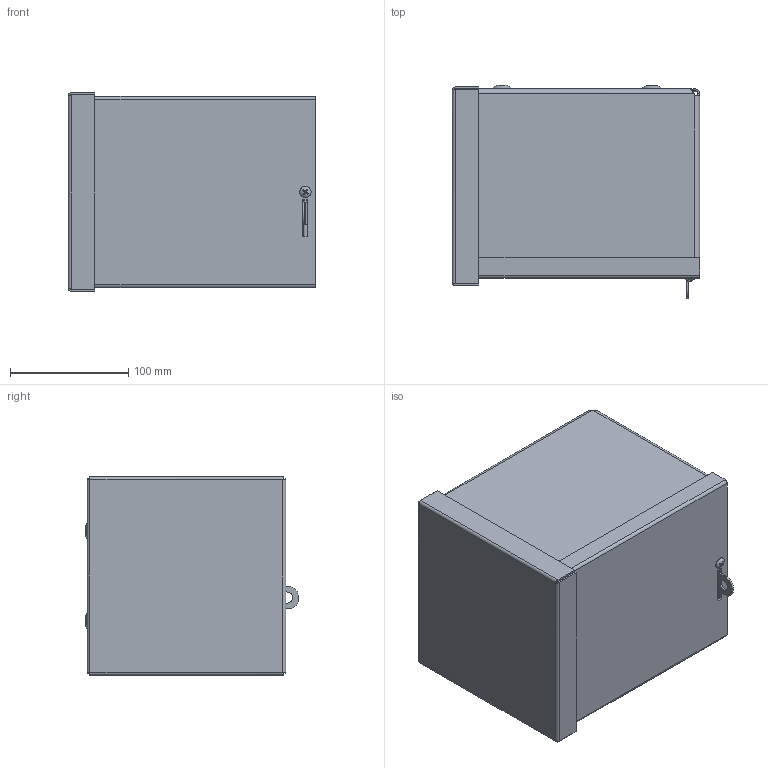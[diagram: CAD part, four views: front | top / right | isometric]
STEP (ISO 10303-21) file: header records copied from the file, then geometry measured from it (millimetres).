
FILE_DESCRIPTION(/* description */ ('RSC060806GNK, WRAP 6X8X6'),/* implementation_level */ '2;1');
FILE_NAME(/* name */ 'RSC060806GNK.iam.stp',/* time_stamp */ '2014-04-17T12:33:47-06:00',/* author */ ('kadelman'),/* organization */ (''),/* preprocessor_version */ 'ST-DEVELOPER v15.2',/* originating_system */ 'Autodesk Inventor 2014',/* authorisation */ '');
FILE_SCHEMA (('AUTOMOTIVE_DESIGN { 1 0 10303 214 3 1 1 }'));
Length unit declared in the file: inch
Products named in the file (7): RSC060806GNK_WRAP; RSC0608GNK_LID; RSC0606GNK_CAP; 3183; RSC0608GNK_BKP; 34056; RSC060806GNK
Bounding box: 209.56 x 180.96 x 168.28 mm (x, y, z)
Volume: 388090.3 mm3; surface area: 500378.7 mm2
Topology: 6 solids, 6 shells, 347 faces, 838 edges, 505 vertices
Faces by surface type: plane 153, cylinder 73, bspline 54, torus 32, cone 18, sphere 17
Full cylindrical faces by diameter (mm): 3.175 x2, 3.759 x1, 3.962 x1, 4.166 x1, 4.191 x1, 5.803 x1, 7.62 x4, 7.95 x2, 9.525 x1, 9.754 x1
Entity records: 11137 total; most frequent: CARTESIAN_POINT 3469, ORIENTED_EDGE 1472, DIRECTION 1353, EDGE_CURVE 736, VERTEX_POINT 472, LINE 457, VECTOR 457, AXIS2_PLACEMENT_3D 448
